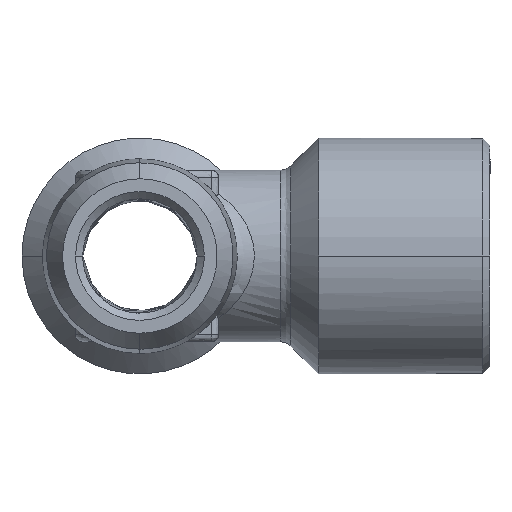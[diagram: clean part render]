
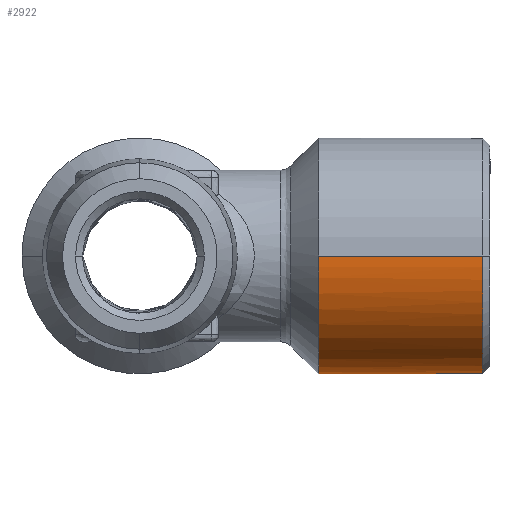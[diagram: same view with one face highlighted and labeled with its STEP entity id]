
A CAD part, left-side view. The second image highlights one B-rep face of the part: STEP entity #2922.
In plain terms, the highlighted free-form (B-spline) face has degree [1, 3] with [2, 4] control points.
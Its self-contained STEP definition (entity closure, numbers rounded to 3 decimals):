
#109 = VERTEX_POINT ( 'NONE', #3744 ) ;
#120 = EDGE_CURVE ( 'NONE', #1807, #2330, #1414, .T. ) ;
#131 = CARTESIAN_POINT ( 'NONE',  ( 8.25, 13.5, 0. ) ) ;
#164 = CARTESIAN_POINT ( 'NONE',  ( 0., 13.5, -8.25 ) ) ;
#175 = ORIENTED_EDGE ( 'NONE', *, *, #2089, .F. ) ;
#426 = B_SPLINE_CURVE_WITH_KNOTS ( 'NONE', 1,
 ( #1011, #1944 ),
 .UNSPECIFIED., .F., .F.,
 ( 2, 2 ),
 ( -1., 0. ),
 .UNSPECIFIED. ) ;
#505 = ORIENTED_EDGE ( 'NONE', *, *, #584, .F. ) ;
#584 = EDGE_CURVE ( 'NONE', #109, #2330, #4145, .T. ) ;
#608 = CARTESIAN_POINT ( 'NONE',  ( 8.25, 13.5, 0. ) ) ;
#726 =( BOUNDED_SURFACE ( )  B_SPLINE_SURFACE ( 1, 3, ( 
 ( #3846, #3219, #882, #608 ),
 ( #4177, #1885, #1260, #3182 ) ),
 .UNSPECIFIED., .F., .F., .F. ) 
 B_SPLINE_SURFACE_WITH_KNOTS ( ( 2, 2 ),
 ( 4, 4 ),
 ( 0., 1. ),
 ( 0., 1. ),
 .UNSPECIFIED. ) 
 GEOMETRIC_REPRESENTATION_ITEM ( )  RATIONAL_B_SPLINE_SURFACE ( (
 ( 1., 0.333, 0.333, 1.),
 ( 1., 0.333, 0.333, 1.) ) ) 
 REPRESENTATION_ITEM ( '' )  SURFACE ( )  );
#779 = CARTESIAN_POINT ( 'NONE',  ( 4.833, 13.5, -8.25 ) ) ;
#817 = CARTESIAN_POINT ( 'NONE',  ( 0., 13.5, -8.25 ) ) ;
#819 =( BOUNDED_CURVE ( )  B_SPLINE_CURVE ( 3, ( #2669, #3921, #2319, #1060 ),
 .UNSPECIFIED., .F., .F. ) 
 B_SPLINE_CURVE_WITH_KNOTS ( ( 4, 4 ),
 ( -1.571, 0. ),
 .UNSPECIFIED. ) 
 CURVE ( )  GEOMETRIC_REPRESENTATION_ITEM ( )  RATIONAL_B_SPLINE_CURVE ( ( 1., 0.805, 0.805, 1. ) ) 
 REPRESENTATION_ITEM ( '' )  );
#862 = VERTEX_POINT ( 'NONE', #1250 ) ;
#882 = CARTESIAN_POINT ( 'NONE',  ( 8.25, 13.5, -16.5 ) ) ;
#965 = ORIENTED_EDGE ( 'NONE', *, *, #1491, .F. ) ;
#1011 = CARTESIAN_POINT ( 'NONE',  ( 8.25, 2., 0. ) ) ;
#1040 =( BOUNDED_CURVE ( )  B_SPLINE_CURVE ( 3, ( #131, #2427, #779, #164 ),
 .UNSPECIFIED., .F., .F. ) 
 B_SPLINE_CURVE_WITH_KNOTS ( ( 4, 4 ),
 ( -1.571, 0. ),
 .UNSPECIFIED. ) 
 CURVE ( )  GEOMETRIC_REPRESENTATION_ITEM ( )  RATIONAL_B_SPLINE_CURVE ( ( 1., 0.805, 0.805, 1. ) ) 
 REPRESENTATION_ITEM ( '' )  );
#1060 = CARTESIAN_POINT ( 'NONE',  ( -8.25, 13.5, 0. ) ) ;
#1250 = CARTESIAN_POINT ( 'NONE',  ( 8.25, 13.5, 0. ) ) ;
#1260 = CARTESIAN_POINT ( 'NONE',  ( 8.25, 2., -16.5 ) ) ;
#1414 =( BOUNDED_CURVE ( )  B_SPLINE_CURVE ( 3, ( #2051, #2132, #3075, #1826 ),
 .UNSPECIFIED., .F., .F. ) 
 B_SPLINE_CURVE_WITH_KNOTS ( ( 4, 4 ),
 ( -3.142, 0. ),
 .UNSPECIFIED. ) 
 CURVE ( )  GEOMETRIC_REPRESENTATION_ITEM ( )  RATIONAL_B_SPLINE_CURVE ( ( 1., 0.333, 0.333, 1. ) ) 
 REPRESENTATION_ITEM ( '' )  );
#1491 = EDGE_CURVE ( 'NONE', #1807, #862, #426, .T. ) ;
#1807 = VERTEX_POINT ( 'NONE', #2217 ) ;
#1826 = CARTESIAN_POINT ( 'NONE',  ( -8.25, 2., 0. ) ) ;
#1885 = CARTESIAN_POINT ( 'NONE',  ( -8.25, 2., -16.5 ) ) ;
#1944 = CARTESIAN_POINT ( 'NONE',  ( 8.25, 13.5, 0. ) ) ;
#2051 = CARTESIAN_POINT ( 'NONE',  ( 8.25, 2., 0. ) ) ;
#2089 = EDGE_CURVE ( 'NONE', #3966, #109, #819, .T. ) ;
#2132 = CARTESIAN_POINT ( 'NONE',  ( 8.25, 2., -16.5 ) ) ;
#2217 = CARTESIAN_POINT ( 'NONE',  ( 8.25, 2., 0. ) ) ;
#2319 = CARTESIAN_POINT ( 'NONE',  ( -8.25, 13.5, -4.833 ) ) ;
#2330 = VERTEX_POINT ( 'NONE', #3453 ) ;
#2341 = CARTESIAN_POINT ( 'NONE',  ( -8.25, 2., 0. ) ) ;
#2427 = CARTESIAN_POINT ( 'NONE',  ( 8.25, 13.5, -4.833 ) ) ;
#2429 = ORIENTED_EDGE ( 'NONE', *, *, #120, .T. ) ;
#2669 = CARTESIAN_POINT ( 'NONE',  ( 0., 13.5, -8.25 ) ) ;
#2671 = EDGE_CURVE ( 'NONE', #862, #3966, #1040, .T. ) ;
#2699 = FACE_OUTER_BOUND ( 'NONE', #3935, .T. ) ;
#2922 = ADVANCED_FACE ( 'NONE', ( #2699 ), #726, .F. ) ;
#3075 = CARTESIAN_POINT ( 'NONE',  ( -8.25, 2., -16.5 ) ) ;
#3182 = CARTESIAN_POINT ( 'NONE',  ( 8.25, 2., 0. ) ) ;
#3219 = CARTESIAN_POINT ( 'NONE',  ( -8.25, 13.5, -16.5 ) ) ;
#3294 = CARTESIAN_POINT ( 'NONE',  ( -8.25, 13.5, 0. ) ) ;
#3312 = ORIENTED_EDGE ( 'NONE', *, *, #2671, .F. ) ;
#3453 = CARTESIAN_POINT ( 'NONE',  ( -8.25, 2., 0. ) ) ;
#3744 = CARTESIAN_POINT ( 'NONE',  ( -8.25, 13.5, 0. ) ) ;
#3846 = CARTESIAN_POINT ( 'NONE',  ( -8.25, 13.5, 0. ) ) ;
#3921 = CARTESIAN_POINT ( 'NONE',  ( -4.833, 13.5, -8.25 ) ) ;
#3935 = EDGE_LOOP ( 'NONE', ( #175, #3312, #965, #2429, #505 ) ) ;
#3966 = VERTEX_POINT ( 'NONE', #817 ) ;
#4145 = B_SPLINE_CURVE_WITH_KNOTS ( 'NONE', 1,
 ( #3294, #2341 ),
 .UNSPECIFIED., .F., .F.,
 ( 2, 2 ),
 ( -1., 0. ),
 .UNSPECIFIED. ) ;
#4177 = CARTESIAN_POINT ( 'NONE',  ( -8.25, 2., 0. ) ) ;
